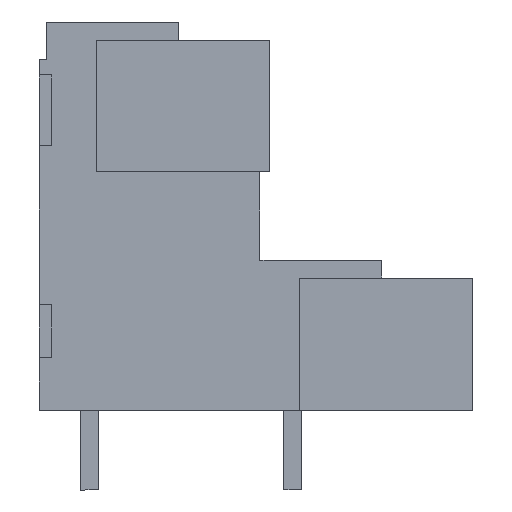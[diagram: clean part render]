
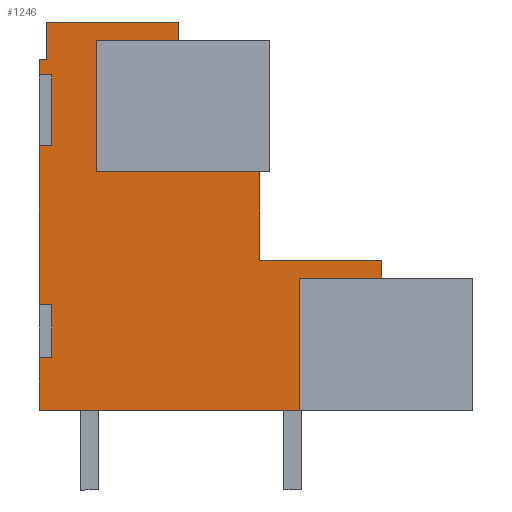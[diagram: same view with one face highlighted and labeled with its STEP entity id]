
A CAD part, left-side view. The second image highlights one B-rep face of the part: STEP entity #1246.
In plain terms, the highlighted planar face has unit normal (-1, 0, 0).
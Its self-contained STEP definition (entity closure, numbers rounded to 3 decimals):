
#1089=AXIS2_PLACEMENT_3D('Plane Axis2P3D',#1086,#1087,#1088) ;
#87=CARTESIAN_POINT('Vertex',(0.7,21.3,18.025)) ;
#90=CARTESIAN_POINT('Line Origine',(0.7,16.675,18.025)) ;
#94=CARTESIAN_POINT('Vertex',(0.7,12.05,18.025)) ;
#519=CARTESIAN_POINT('Vertex',(0.7,16.65,25.475)) ;
#524=CARTESIAN_POINT('Line Origine',(0.7,18.975,25.475)) ;
#528=CARTESIAN_POINT('Vertex',(0.7,21.3,25.475)) ;
#1074=CARTESIAN_POINT('Line Origine',(0.7,21.3,21.75)) ;
#1086=CARTESIAN_POINT('Axis2P3D Location',(0.7,24.15,4.5)) ;
#1091=CARTESIAN_POINT('Line Origine',(0.7,24.55,15.)) ;
#1095=CARTESIAN_POINT('Vertex',(0.7,24.55,19.5)) ;
#1097=CARTESIAN_POINT('Vertex',(0.7,24.55,10.5)) ;
#1100=CARTESIAN_POINT('Line Origine',(0.7,24.2,10.5)) ;
#1104=CARTESIAN_POINT('Vertex',(0.7,23.85,10.5)) ;
#1107=CARTESIAN_POINT('Line Origine',(0.7,23.85,9.)) ;
#1111=CARTESIAN_POINT('Vertex',(0.7,23.85,7.5)) ;
#1114=CARTESIAN_POINT('Line Origine',(0.7,24.2,7.5)) ;
#1118=CARTESIAN_POINT('Vertex',(0.7,24.55,7.5)) ;
#1121=CARTESIAN_POINT('Line Origine',(0.7,24.55,6.)) ;
#1125=CARTESIAN_POINT('Vertex',(0.7,24.55,4.5)) ;
#1128=CARTESIAN_POINT('Line Origine',(0.7,17.175,4.5)) ;
#1132=CARTESIAN_POINT('Vertex',(0.7,9.8,4.5)) ;
#1135=CARTESIAN_POINT('Line Origine',(0.7,9.8,8.25)) ;
#1139=CARTESIAN_POINT('Vertex',(0.7,9.8,12.)) ;
#1142=CARTESIAN_POINT('Line Origine',(0.7,7.475,12.)) ;
#1146=CARTESIAN_POINT('Vertex',(0.7,5.15,12.)) ;
#1149=CARTESIAN_POINT('Line Origine',(0.7,5.15,12.5)) ;
#1153=CARTESIAN_POINT('Vertex',(0.7,5.15,13.)) ;
#1156=CARTESIAN_POINT('Line Origine',(0.7,8.6,13.)) ;
#1160=CARTESIAN_POINT('Vertex',(0.7,12.05,13.)) ;
#1163=CARTESIAN_POINT('Line Origine',(0.7,12.05,15.512)) ;
#1168=CARTESIAN_POINT('Line Origine',(0.7,16.65,25.987)) ;
#1172=CARTESIAN_POINT('Vertex',(0.7,16.65,26.5)) ;
#1175=CARTESIAN_POINT('Line Origine',(0.7,20.4,26.5)) ;
#1179=CARTESIAN_POINT('Vertex',(0.7,24.15,26.5)) ;
#1182=CARTESIAN_POINT('Line Origine',(0.7,24.15,25.445)) ;
#1186=CARTESIAN_POINT('Vertex',(0.7,24.15,24.39)) ;
#1189=CARTESIAN_POINT('Line Origine',(0.7,24.35,24.39)) ;
#1193=CARTESIAN_POINT('Vertex',(0.7,24.55,24.39)) ;
#1196=CARTESIAN_POINT('Line Origine',(0.7,24.55,23.945)) ;
#1200=CARTESIAN_POINT('Vertex',(0.7,24.55,23.5)) ;
#1203=CARTESIAN_POINT('Line Origine',(0.7,24.2,23.5)) ;
#1207=CARTESIAN_POINT('Vertex',(0.7,23.85,23.5)) ;
#1210=CARTESIAN_POINT('Line Origine',(0.7,23.85,21.5)) ;
#1214=CARTESIAN_POINT('Vertex',(0.7,23.85,19.5)) ;
#1217=CARTESIAN_POINT('Line Origine',(0.7,24.2,19.5)) ;
#91=DIRECTION('Vector Direction',(0.,1.,0.)) ;
#525=DIRECTION('Vector Direction',(0.,1.,0.)) ;
#1075=DIRECTION('Vector Direction',(0.,0.,-1.)) ;
#1087=DIRECTION('Axis2P3D Direction',(-1.,0.,0.)) ;
#1088=DIRECTION('Axis2P3D XDirection',(0.,1.,0.)) ;
#1092=DIRECTION('Vector Direction',(0.,0.,-1.)) ;
#1101=DIRECTION('Vector Direction',(0.,-1.,0.)) ;
#1108=DIRECTION('Vector Direction',(0.,0.,1.)) ;
#1115=DIRECTION('Vector Direction',(0.,-1.,0.)) ;
#1122=DIRECTION('Vector Direction',(0.,0.,-1.)) ;
#1129=DIRECTION('Vector Direction',(0.,-1.,0.)) ;
#1136=DIRECTION('Vector Direction',(0.,0.,-1.)) ;
#1143=DIRECTION('Vector Direction',(0.,1.,0.)) ;
#1150=DIRECTION('Vector Direction',(0.,0.,1.)) ;
#1157=DIRECTION('Vector Direction',(0.,1.,0.)) ;
#1164=DIRECTION('Vector Direction',(0.,0.,1.)) ;
#1169=DIRECTION('Vector Direction',(0.,0.,1.)) ;
#1176=DIRECTION('Vector Direction',(0.,-1.,0.)) ;
#1183=DIRECTION('Vector Direction',(0.,0.,1.)) ;
#1190=DIRECTION('Vector Direction',(0.,-1.,0.)) ;
#1197=DIRECTION('Vector Direction',(0.,0.,-1.)) ;
#1204=DIRECTION('Vector Direction',(0.,-1.,0.)) ;
#1211=DIRECTION('Vector Direction',(0.,0.,1.)) ;
#1218=DIRECTION('Vector Direction',(0.,-1.,0.)) ;
#92=VECTOR('Line Direction',#91,1.) ;
#526=VECTOR('Line Direction',#525,1.) ;
#1076=VECTOR('Line Direction',#1075,1.) ;
#1093=VECTOR('Line Direction',#1092,1.) ;
#1102=VECTOR('Line Direction',#1101,1.) ;
#1109=VECTOR('Line Direction',#1108,1.) ;
#1116=VECTOR('Line Direction',#1115,1.) ;
#1123=VECTOR('Line Direction',#1122,1.) ;
#1130=VECTOR('Line Direction',#1129,1.) ;
#1137=VECTOR('Line Direction',#1136,1.) ;
#1144=VECTOR('Line Direction',#1143,1.) ;
#1151=VECTOR('Line Direction',#1150,1.) ;
#1158=VECTOR('Line Direction',#1157,1.) ;
#1165=VECTOR('Line Direction',#1164,1.) ;
#1170=VECTOR('Line Direction',#1169,1.) ;
#1177=VECTOR('Line Direction',#1176,1.) ;
#1184=VECTOR('Line Direction',#1183,1.) ;
#1191=VECTOR('Line Direction',#1190,1.) ;
#1198=VECTOR('Line Direction',#1197,1.) ;
#1205=VECTOR('Line Direction',#1204,1.) ;
#1212=VECTOR('Line Direction',#1211,1.) ;
#1219=VECTOR('Line Direction',#1218,1.) ;
#1223=ORIENTED_EDGE('',*,*,#1099,.T.) ;
#1224=ORIENTED_EDGE('',*,*,#1106,.T.) ;
#1225=ORIENTED_EDGE('',*,*,#1113,.F.) ;
#1226=ORIENTED_EDGE('',*,*,#1120,.F.) ;
#1227=ORIENTED_EDGE('',*,*,#1127,.T.) ;
#1228=ORIENTED_EDGE('',*,*,#1134,.T.) ;
#1229=ORIENTED_EDGE('',*,*,#1141,.F.) ;
#1230=ORIENTED_EDGE('',*,*,#1148,.F.) ;
#1231=ORIENTED_EDGE('',*,*,#1155,.T.) ;
#1232=ORIENTED_EDGE('',*,*,#1162,.T.) ;
#1233=ORIENTED_EDGE('',*,*,#1167,.T.) ;
#1234=ORIENTED_EDGE('',*,*,#96,.T.) ;
#1235=ORIENTED_EDGE('',*,*,#1078,.F.) ;
#1236=ORIENTED_EDGE('',*,*,#530,.F.) ;
#1237=ORIENTED_EDGE('',*,*,#1174,.T.) ;
#1238=ORIENTED_EDGE('',*,*,#1181,.F.) ;
#1239=ORIENTED_EDGE('',*,*,#1188,.F.) ;
#1240=ORIENTED_EDGE('',*,*,#1195,.F.) ;
#1241=ORIENTED_EDGE('',*,*,#1202,.T.) ;
#1242=ORIENTED_EDGE('',*,*,#1209,.T.) ;
#1243=ORIENTED_EDGE('',*,*,#1216,.F.) ;
#1244=ORIENTED_EDGE('',*,*,#1221,.F.) ;
#1246=ADVANCED_FACE('HOUSING',(#1245),#1090,.T.) ;
#96=EDGE_CURVE('',#95,#88,#93,.T.) ;
#530=EDGE_CURVE('',#520,#529,#527,.T.) ;
#1078=EDGE_CURVE('',#529,#88,#1077,.T.) ;
#1099=EDGE_CURVE('',#1096,#1098,#1094,.T.) ;
#1106=EDGE_CURVE('',#1098,#1105,#1103,.T.) ;
#1113=EDGE_CURVE('',#1112,#1105,#1110,.T.) ;
#1120=EDGE_CURVE('',#1119,#1112,#1117,.T.) ;
#1127=EDGE_CURVE('',#1119,#1126,#1124,.T.) ;
#1134=EDGE_CURVE('',#1126,#1133,#1131,.T.) ;
#1141=EDGE_CURVE('',#1140,#1133,#1138,.T.) ;
#1148=EDGE_CURVE('',#1147,#1140,#1145,.T.) ;
#1155=EDGE_CURVE('',#1147,#1154,#1152,.T.) ;
#1162=EDGE_CURVE('',#1154,#1161,#1159,.T.) ;
#1167=EDGE_CURVE('',#1161,#95,#1166,.T.) ;
#1174=EDGE_CURVE('',#520,#1173,#1171,.T.) ;
#1181=EDGE_CURVE('',#1180,#1173,#1178,.T.) ;
#1188=EDGE_CURVE('',#1187,#1180,#1185,.T.) ;
#1195=EDGE_CURVE('',#1194,#1187,#1192,.T.) ;
#1202=EDGE_CURVE('',#1194,#1201,#1199,.T.) ;
#1209=EDGE_CURVE('',#1201,#1208,#1206,.T.) ;
#1216=EDGE_CURVE('',#1215,#1208,#1213,.T.) ;
#1221=EDGE_CURVE('',#1096,#1215,#1220,.T.) ;
#1222=EDGE_LOOP('',(#1223,#1224,#1225,#1226,#1227,#1228,#1229,#1230,#1231,#1232,#1233,#1234,#1235,#1236,#1237,#1238,#1239,#1240,#1241,#1242,#1243,#1244)) ;
#1245=FACE_OUTER_BOUND('',#1222,.T.) ;
#93=LINE('Line',#90,#92) ;
#527=LINE('Line',#524,#526) ;
#1077=LINE('Line',#1074,#1076) ;
#1094=LINE('Line',#1091,#1093) ;
#1103=LINE('Line',#1100,#1102) ;
#1110=LINE('Line',#1107,#1109) ;
#1117=LINE('Line',#1114,#1116) ;
#1124=LINE('Line',#1121,#1123) ;
#1131=LINE('Line',#1128,#1130) ;
#1138=LINE('Line',#1135,#1137) ;
#1145=LINE('Line',#1142,#1144) ;
#1152=LINE('Line',#1149,#1151) ;
#1159=LINE('Line',#1156,#1158) ;
#1166=LINE('Line',#1163,#1165) ;
#1171=LINE('Line',#1168,#1170) ;
#1178=LINE('Line',#1175,#1177) ;
#1185=LINE('Line',#1182,#1184) ;
#1192=LINE('Line',#1189,#1191) ;
#1199=LINE('Line',#1196,#1198) ;
#1206=LINE('Line',#1203,#1205) ;
#1213=LINE('Line',#1210,#1212) ;
#1220=LINE('Line',#1217,#1219) ;
#1090=PLANE('',#1089) ;
#88=VERTEX_POINT('',#87) ;
#95=VERTEX_POINT('',#94) ;
#520=VERTEX_POINT('',#519) ;
#529=VERTEX_POINT('',#528) ;
#1096=VERTEX_POINT('',#1095) ;
#1098=VERTEX_POINT('',#1097) ;
#1105=VERTEX_POINT('',#1104) ;
#1112=VERTEX_POINT('',#1111) ;
#1119=VERTEX_POINT('',#1118) ;
#1126=VERTEX_POINT('',#1125) ;
#1133=VERTEX_POINT('',#1132) ;
#1140=VERTEX_POINT('',#1139) ;
#1147=VERTEX_POINT('',#1146) ;
#1154=VERTEX_POINT('',#1153) ;
#1161=VERTEX_POINT('',#1160) ;
#1173=VERTEX_POINT('',#1172) ;
#1180=VERTEX_POINT('',#1179) ;
#1187=VERTEX_POINT('',#1186) ;
#1194=VERTEX_POINT('',#1193) ;
#1201=VERTEX_POINT('',#1200) ;
#1208=VERTEX_POINT('',#1207) ;
#1215=VERTEX_POINT('',#1214) ;
